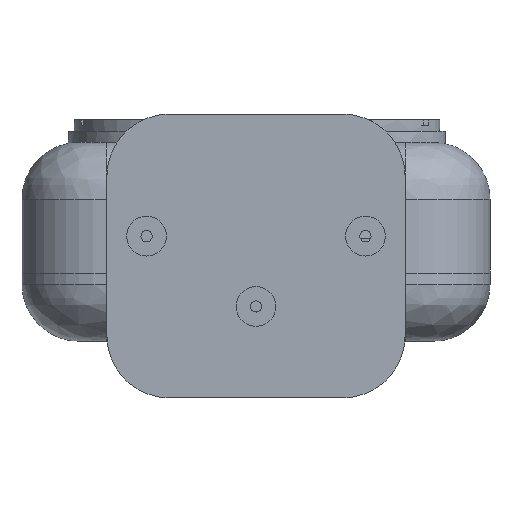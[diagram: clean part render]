
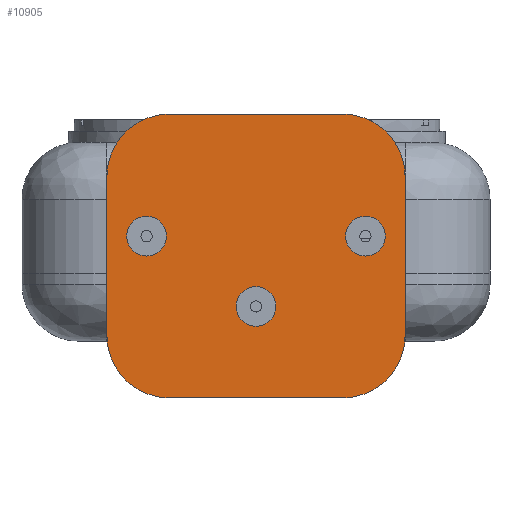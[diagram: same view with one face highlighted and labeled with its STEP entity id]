
A CAD part, front view. The second image highlights one B-rep face of the part: STEP entity #10905.
In plain terms, the highlighted planar face has unit normal (0, -1, 0).
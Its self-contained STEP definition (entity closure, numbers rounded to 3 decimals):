
#475=FACE_BOUND('',#2030,.T.);
#476=FACE_BOUND('',#2031,.T.);
#477=FACE_BOUND('',#2032,.T.);
#819=CIRCLE('',#11939,11.);
#820=CIRCLE('',#11942,11.);
#821=CIRCLE('',#11943,11.);
#822=CIRCLE('',#11944,11.);
#823=CIRCLE('',#11945,3.5);
#824=CIRCLE('',#11946,3.5);
#825=CIRCLE('',#11947,3.5);
#1385=FACE_OUTER_BOUND('',#2029,.T.);
#2029=EDGE_LOOP('',(#9769,#9770,#9771,#9772,#9773,#9774,#9775,#9776));
#2030=EDGE_LOOP('',(#9777));
#2031=EDGE_LOOP('',(#9778));
#2032=EDGE_LOOP('',(#9779));
#3079=LINE('',#19560,#4149);
#3082=LINE('',#19566,#4152);
#3083=LINE('',#19570,#4153);
#3084=LINE('',#19574,#4154);
#4149=VECTOR('',#14808,10.);
#4152=VECTOR('',#14813,10.);
#4153=VECTOR('',#14816,10.);
#4154=VECTOR('',#14819,10.);
#5190=VERTEX_POINT('',#19553);
#5191=VERTEX_POINT('',#19555);
#5192=VERTEX_POINT('',#19559);
#5194=VERTEX_POINT('',#19565);
#5195=VERTEX_POINT('',#19567);
#5196=VERTEX_POINT('',#19569);
#5197=VERTEX_POINT('',#19571);
#5198=VERTEX_POINT('',#19573);
#5199=VERTEX_POINT('',#19576);
#5200=VERTEX_POINT('',#19578);
#5201=VERTEX_POINT('',#19580);
#6726=EDGE_CURVE('',#5190,#5191,#819,.T.);
#6728=EDGE_CURVE('',#5192,#5191,#3079,.T.);
#6731=EDGE_CURVE('',#5194,#5190,#3082,.T.);
#6732=EDGE_CURVE('',#5195,#5194,#820,.T.);
#6733=EDGE_CURVE('',#5195,#5196,#3083,.T.);
#6734=EDGE_CURVE('',#5197,#5196,#821,.T.);
#6735=EDGE_CURVE('',#5198,#5197,#3084,.T.);
#6736=EDGE_CURVE('',#5192,#5198,#822,.T.);
#6737=EDGE_CURVE('',#5199,#5199,#823,.T.);
#6738=EDGE_CURVE('',#5200,#5200,#824,.T.);
#6739=EDGE_CURVE('',#5201,#5201,#825,.T.);
#9769=ORIENTED_EDGE('',*,*,#6726,.F.);
#9770=ORIENTED_EDGE('',*,*,#6731,.F.);
#9771=ORIENTED_EDGE('',*,*,#6732,.F.);
#9772=ORIENTED_EDGE('',*,*,#6733,.T.);
#9773=ORIENTED_EDGE('',*,*,#6734,.F.);
#9774=ORIENTED_EDGE('',*,*,#6735,.F.);
#9775=ORIENTED_EDGE('',*,*,#6736,.F.);
#9776=ORIENTED_EDGE('',*,*,#6728,.T.);
#9777=ORIENTED_EDGE('',*,*,#6737,.T.);
#9778=ORIENTED_EDGE('',*,*,#6738,.T.);
#9779=ORIENTED_EDGE('',*,*,#6739,.T.);
#10342=PLANE('',#11941);
#10905=ADVANCED_FACE('',(#1385,#475,#476,#477),#10342,.T.);
#11939=AXIS2_PLACEMENT_3D('',#19556,#14803,#14804);
#11941=AXIS2_PLACEMENT_3D('',#19564,#14811,#14812);
#11942=AXIS2_PLACEMENT_3D('',#19568,#14814,#14815);
#11943=AXIS2_PLACEMENT_3D('',#19572,#14817,#14818);
#11944=AXIS2_PLACEMENT_3D('',#19575,#14820,#14821);
#11945=AXIS2_PLACEMENT_3D('',#19577,#14822,#14823);
#11946=AXIS2_PLACEMENT_3D('',#19579,#14824,#14825);
#11947=AXIS2_PLACEMENT_3D('',#19581,#14826,#14827);
#14803=DIRECTION('center_axis',(0.,1.,0.));
#14804=DIRECTION('ref_axis',(-0.707,0.,-0.707));
#14808=DIRECTION('',(0.,0.,-1.));
#14811=DIRECTION('center_axis',(0.,-1.,0.));
#14812=DIRECTION('ref_axis',(-1.,0.,0.));
#14813=DIRECTION('',(-1.,0.,0.));
#14814=DIRECTION('center_axis',(0.,1.,0.));
#14815=DIRECTION('ref_axis',(0.707,0.,-0.707));
#14816=DIRECTION('',(0.,0.,1.));
#14817=DIRECTION('center_axis',(0.,1.,0.));
#14818=DIRECTION('ref_axis',(0.707,0.,0.707));
#14819=DIRECTION('',(1.,0.,0.));
#14820=DIRECTION('center_axis',(0.,1.,0.));
#14821=DIRECTION('ref_axis',(-0.707,0.,0.707));
#14822=DIRECTION('center_axis',(0.,1.,0.));
#14823=DIRECTION('ref_axis',(1.,0.,0.));
#14824=DIRECTION('center_axis',(0.,1.,0.));
#14825=DIRECTION('ref_axis',(1.,0.,0.));
#14826=DIRECTION('center_axis',(0.,1.,0.));
#14827=DIRECTION('ref_axis',(1.,0.,0.));
#19553=CARTESIAN_POINT('',(-15.269,-35.475,-35.));
#19555=CARTESIAN_POINT('',(-26.269,-35.475,-24.));
#19556=CARTESIAN_POINT('Origin',(-15.269,-35.475,-24.));
#19559=CARTESIAN_POINT('',(-26.269,-35.475,4.));
#19560=CARTESIAN_POINT('',(-26.269,-35.475,0.));
#19564=CARTESIAN_POINT('Origin',(26.269,-35.475,0.));
#19565=CARTESIAN_POINT('',(15.269,-35.475,-35.));
#19566=CARTESIAN_POINT('',(26.269,-35.475,-35.));
#19567=CARTESIAN_POINT('',(26.269,-35.475,-24.));
#19568=CARTESIAN_POINT('Origin',(15.269,-35.475,-24.));
#19569=CARTESIAN_POINT('',(26.269,-35.475,4.));
#19570=CARTESIAN_POINT('',(26.269,-35.475,0.));
#19571=CARTESIAN_POINT('',(15.269,-35.475,15.));
#19572=CARTESIAN_POINT('Origin',(15.269,-35.475,4.));
#19573=CARTESIAN_POINT('',(-15.269,-35.475,15.));
#19574=CARTESIAN_POINT('',(26.269,-35.475,15.));
#19575=CARTESIAN_POINT('Origin',(-15.269,-35.475,4.));
#19576=CARTESIAN_POINT('',(-22.769,-35.475,-6.5));
#19577=CARTESIAN_POINT('Origin',(-19.269,-35.475,-6.5));
#19578=CARTESIAN_POINT('',(15.769,-35.475,-6.5));
#19579=CARTESIAN_POINT('Origin',(19.269,-35.475,-6.5));
#19580=CARTESIAN_POINT('',(-3.5,-35.475,-18.877));
#19581=CARTESIAN_POINT('Origin',(0.,-35.475,
-18.877));
